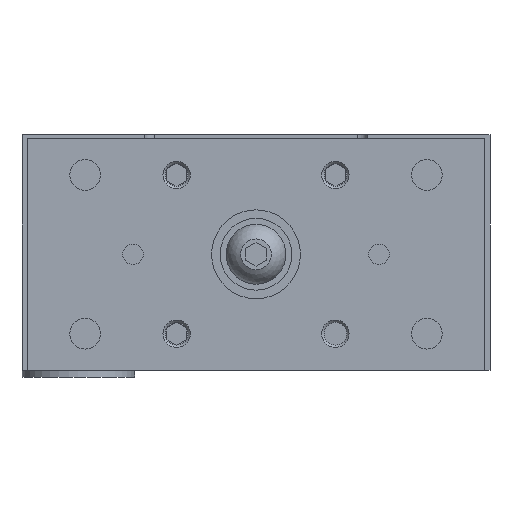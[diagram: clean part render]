
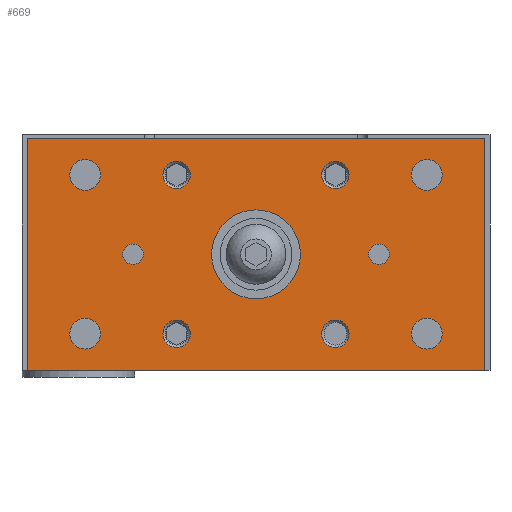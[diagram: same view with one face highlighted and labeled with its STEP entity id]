
A CAD part, left-side view. The second image highlights one B-rep face of the part: STEP entity #669.
In plain terms, the highlighted planar face has unit normal (-1, 0, 0).
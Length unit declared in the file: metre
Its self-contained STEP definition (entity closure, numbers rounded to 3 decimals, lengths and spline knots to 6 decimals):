
#669 = ADVANCED_FACE( '', ( #1686, #1687, #1688, #1689, #1690, #1691, #1692, #1693, #1694, #1695, #1696, #1697 ), #1698, .T. );
#1686 = FACE_OUTER_BOUND( '', #3153, .T. );
#1687 = FACE_BOUND( '', #3154, .T. );
#1688 = FACE_BOUND( '', #3155, .T. );
#1689 = FACE_BOUND( '', #3156, .T. );
#1690 = FACE_BOUND( '', #3157, .T. );
#1691 = FACE_BOUND( '', #3158, .T. );
#1692 = FACE_BOUND( '', #3159, .T. );
#1693 = FACE_BOUND( '', #3160, .T. );
#1694 = FACE_BOUND( '', #3161, .T. );
#1695 = FACE_BOUND( '', #3162, .T. );
#1696 = FACE_BOUND( '', #3163, .T. );
#1697 = FACE_BOUND( '', #3164, .T. );
#1698 = PLANE( '', #3165 );
#3153 = EDGE_LOOP( '', ( #5035, #5036, #5037, #5038 ) );
#3154 = EDGE_LOOP( '', ( #5039 ) );
#3155 = EDGE_LOOP( '', ( #5040 ) );
#3156 = EDGE_LOOP( '', ( #5041 ) );
#3157 = EDGE_LOOP( '', ( #5042 ) );
#3158 = EDGE_LOOP( '', ( #5043 ) );
#3159 = EDGE_LOOP( '', ( #5044 ) );
#3160 = EDGE_LOOP( '', ( #5045 ) );
#3161 = EDGE_LOOP( '', ( #5046 ) );
#3162 = EDGE_LOOP( '', ( #5047 ) );
#3163 = EDGE_LOOP( '', ( #5048 ) );
#3164 = EDGE_LOOP( '', ( #5049 ) );
#3165 = AXIS2_PLACEMENT_3D( '', #5050, #5051, #5052 );
#5035 = ORIENTED_EDGE( '', *, *, #7220, .T. );
#5036 = ORIENTED_EDGE( '', *, *, #7419, .T. );
#5037 = ORIENTED_EDGE( '', *, *, #7420, .T. );
#5038 = ORIENTED_EDGE( '', *, *, #7421, .T. );
#5039 = ORIENTED_EDGE( '', *, *, #7422, .T. );
#5040 = ORIENTED_EDGE( '', *, *, #7103, .F. );
#5041 = ORIENTED_EDGE( '', *, *, #7423, .F. );
#5042 = ORIENTED_EDGE( '', *, *, #7262, .T. );
#5043 = ORIENTED_EDGE( '', *, *, #7297, .T. );
#5044 = ORIENTED_EDGE( '', *, *, #7346, .F. );
#5045 = ORIENTED_EDGE( '', *, *, #7089, .T. );
#5046 = ORIENTED_EDGE( '', *, *, #7086, .F. );
#5047 = ORIENTED_EDGE( '', *, *, #7424, .F. );
#5048 = ORIENTED_EDGE( '', *, *, #7425, .T. );
#5049 = ORIENTED_EDGE( '', *, *, #7426, .T. );
#5050 = CARTESIAN_POINT( '', ( -0.027, -0.067, -0.001 ) );
#5051 = DIRECTION( '', ( -1., 0., 0. ) );
#5052 = DIRECTION( '', ( 0., 0., 1. ) );
#7086 = EDGE_CURVE( '', #8217, #8217, #8218, .T. );
#7089 = EDGE_CURVE( '', #8222, #8222, #8223, .T. );
#7103 = EDGE_CURVE( '', #8247, #8247, #8248, .T. );
#7220 = EDGE_CURVE( '', #8438, #8436, #8439, .T. );
#7262 = EDGE_CURVE( '', #8506, #8506, #8507, .T. );
#7297 = EDGE_CURVE( '', #8561, #8561, #8562, .T. );
#7346 = EDGE_CURVE( '', #8640, #8640, #8641, .T. );
#7419 = EDGE_CURVE( '', #8436, #8749, #8750, .T. );
#7420 = EDGE_CURVE( '', #8749, #8751, #8752, .T. );
#7421 = EDGE_CURVE( '', #8751, #8438, #8753, .T. );
#7422 = EDGE_CURVE( '', #8754, #8754, #8755, .T. );
#7423 = EDGE_CURVE( '', #8756, #8756, #8757, .T. );
#7424 = EDGE_CURVE( '', #8758, #8758, #8759, .T. );
#7425 = EDGE_CURVE( '', #8760, #8760, #8761, .T. );
#7426 = EDGE_CURVE( '', #8762, #8762, #8763, .T. );
#8217 = VERTEX_POINT( '', #9879 );
#8218 = CIRCLE( '', #9880, 0.004 );
#8222 = VERTEX_POINT( '', #9884 );
#8223 = CIRCLE( '', #9885, 0.004 );
#8247 = VERTEX_POINT( '', #9915 );
#8248 = CIRCLE( '', #9916, 0.0045 );
#8436 = VERTEX_POINT( '', #10218 );
#8438 = VERTEX_POINT( '', #10221 );
#8439 = LINE( '', #10222, #10223 );
#8506 = VERTEX_POINT( '', #10325 );
#8507 = CIRCLE( '', #10326, 0.0045 );
#8561 = VERTEX_POINT( '', #10391 );
#8562 = CIRCLE( '', #10392, 0.003 );
#8640 = VERTEX_POINT( '', #10541 );
#8641 = CIRCLE( '', #10542, 0.003 );
#8749 = VERTEX_POINT( '', #10920 );
#8750 = LINE( '', #10921, #10922 );
#8751 = VERTEX_POINT( '', #10923 );
#8752 = LINE( '', #10924, #10925 );
#8753 = LINE( '', #10926, #10927 );
#8754 = VERTEX_POINT( '', #10928 );
#8755 = CIRCLE( '', #10929, 0.0045 );
#8756 = VERTEX_POINT( '', #10930 );
#8757 = CIRCLE( '', #10931, 0.0045 );
#8758 = VERTEX_POINT( '', #10932 );
#8759 = CIRCLE( '', #10933, 0.004 );
#8760 = VERTEX_POINT( '', #10934 );
#8761 = CIRCLE( '', #10935, 0.004 );
#8762 = VERTEX_POINT( '', #10936 );
#8763 = CIRCLE( '', #10937, 0.013 );
#9879 = CARTESIAN_POINT( '', ( -0.027, -0.02725, -0.01175 ) );
#9880 = AXIS2_PLACEMENT_3D( '', #12192, #12193, #12194 );
#9884 = CARTESIAN_POINT( '', ( -0.027, 0.02725, -0.01175 ) );
#9885 = AXIS2_PLACEMENT_3D( '', #12198, #12199, #12200 );
#9915 = CARTESIAN_POINT( '', ( -0.027, -0.0455, -0.01175 ) );
#9916 = AXIS2_PLACEMENT_3D( '', #12219, #12220, #12221 );
#10218 = CARTESIAN_POINT( '', ( -0.027, -0.067, -0.001 ) );
#10221 = CARTESIAN_POINT( '', ( -0.027, -0.067, -0.069 ) );
#10222 = CARTESIAN_POINT( '', ( -0.027, -0.067, -0.069 ) );
#10223 = VECTOR( '', #12376, 1. );
#10325 = CARTESIAN_POINT( '', ( -0.027, -0.0455, -0.05825 ) );
#10326 = AXIS2_PLACEMENT_3D( '', #12437, #12438, #12439 );
#10391 = CARTESIAN_POINT( '', ( -0.027, 0.039, -0.035 ) );
#10392 = AXIS2_PLACEMENT_3D( '', #12487, #12488, #12489 );
#10541 = CARTESIAN_POINT( '', ( -0.027, -0.039, -0.035 ) );
#10542 = AXIS2_PLACEMENT_3D( '', #12559, #12560, #12561 );
#10920 = CARTESIAN_POINT( '', ( -0.027, 0.067, -0.001 ) );
#10921 = CARTESIAN_POINT( '', ( -0.027, -0.067, -0.001 ) );
#10922 = VECTOR( '', #12665, 1. );
#10923 = CARTESIAN_POINT( '', ( -0.027, 0.067, -0.069 ) );
#10924 = CARTESIAN_POINT( '', ( -0.027, 0.067, -0.001 ) );
#10925 = VECTOR( '', #12666, 1. );
#10926 = CARTESIAN_POINT( '', ( -0.027, 0.067, -0.069 ) );
#10927 = VECTOR( '', #12667, 1. );
#10928 = CARTESIAN_POINT( '', ( -0.027, 0.0455, -0.01175 ) );
#10929 = AXIS2_PLACEMENT_3D( '', #12668, #12669, #12670 );
#10930 = CARTESIAN_POINT( '', ( -0.027, 0.0455, -0.05825 ) );
#10931 = AXIS2_PLACEMENT_3D( '', #12671, #12672, #12673 );
#10932 = CARTESIAN_POINT( '', ( -0.027, 0.02725, -0.05825 ) );
#10933 = AXIS2_PLACEMENT_3D( '', #12674, #12675, #12676 );
#10934 = CARTESIAN_POINT( '', ( -0.027, -0.02725, -0.05825 ) );
#10935 = AXIS2_PLACEMENT_3D( '', #12677, #12678, #12679 );
#10936 = CARTESIAN_POINT( '', ( -0.027, 0.013, -0.035 ) );
#10937 = AXIS2_PLACEMENT_3D( '', #12680, #12681, #12682 );
#12192 = CARTESIAN_POINT( '', ( -0.027, -0.02325, -0.01175 ) );
#12193 = DIRECTION( '', ( -1., 0., 0. ) );
#12194 = DIRECTION( '', ( 0., -1., 0. ) );
#12198 = CARTESIAN_POINT( '', ( -0.027, 0.02325, -0.01175 ) );
#12199 = DIRECTION( '', ( 1., 0., 0. ) );
#12200 = DIRECTION( '', ( 0., 1., 0. ) );
#12219 = CARTESIAN_POINT( '', ( -0.027, -0.05, -0.01175 ) );
#12220 = DIRECTION( '', ( -1., 0., 0. ) );
#12221 = DIRECTION( '', ( 0., 1., 0. ) );
#12376 = DIRECTION( '', ( 0., 0., 1. ) );
#12437 = CARTESIAN_POINT( '', ( -0.027, -0.05, -0.05825 ) );
#12438 = DIRECTION( '', ( 1., 0., 0. ) );
#12439 = DIRECTION( '', ( 0., 1., 0. ) );
#12487 = CARTESIAN_POINT( '', ( -0.027, 0.036, -0.035 ) );
#12488 = DIRECTION( '', ( 1., 0., 0. ) );
#12489 = DIRECTION( '', ( 0., 1., 0. ) );
#12559 = CARTESIAN_POINT( '', ( -0.027, -0.036, -0.035 ) );
#12560 = DIRECTION( '', ( -1., 0., 0. ) );
#12561 = DIRECTION( '', ( 0., -1., 0. ) );
#12665 = DIRECTION( '', ( 0., 1., 0. ) );
#12666 = DIRECTION( '', ( 0., 0., -1. ) );
#12667 = DIRECTION( '', ( 0., -1., 0. ) );
#12668 = CARTESIAN_POINT( '', ( -0.027, 0.05, -0.01175 ) );
#12669 = DIRECTION( '', ( 1., 0., 0. ) );
#12670 = DIRECTION( '', ( 0., -1., 0. ) );
#12671 = CARTESIAN_POINT( '', ( -0.027, 0.05, -0.05825 ) );
#12672 = DIRECTION( '', ( -1., 0., 0. ) );
#12673 = DIRECTION( '', ( 0., -1., 0. ) );
#12674 = CARTESIAN_POINT( '', ( -0.027, 0.02325, -0.05825 ) );
#12675 = DIRECTION( '', ( -1., 0., 0. ) );
#12676 = DIRECTION( '', ( 0., 1., 0. ) );
#12677 = CARTESIAN_POINT( '', ( -0.027, -0.02325, -0.05825 ) );
#12678 = DIRECTION( '', ( 1., 0., 0. ) );
#12679 = DIRECTION( '', ( 0., -1., 0. ) );
#12680 = CARTESIAN_POINT( '', ( -0.027, 0., -0.035 ) );
#12681 = DIRECTION( '', ( 1., 0., 0. ) );
#12682 = DIRECTION( '', ( 0., 1., 0. ) );
